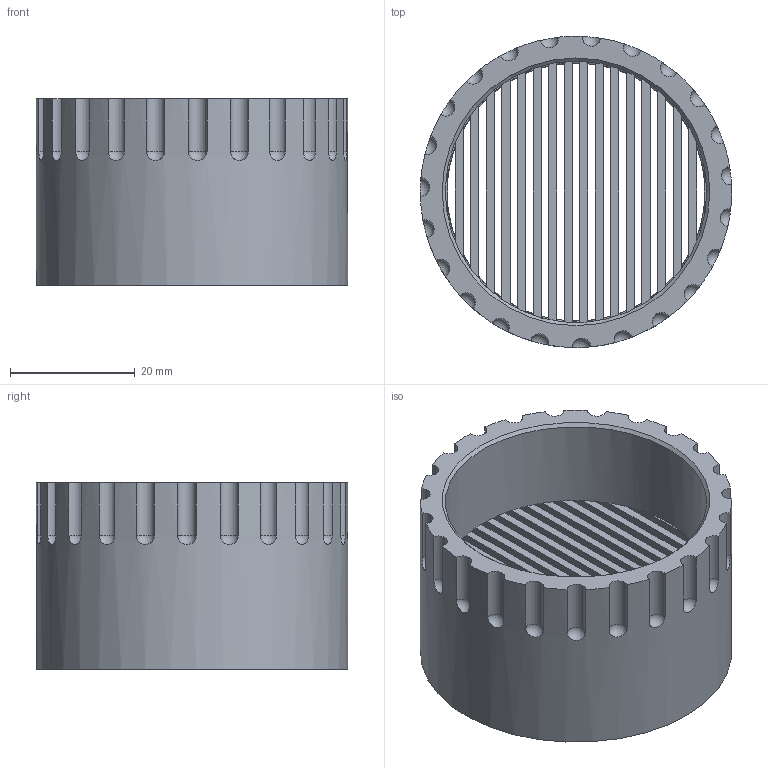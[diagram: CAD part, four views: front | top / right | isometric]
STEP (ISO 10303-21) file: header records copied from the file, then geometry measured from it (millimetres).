
FILE_DESCRIPTION(/* description */ ('STEP AP242','CAx-IF Rec.Pracs.---Representation and Presentation of Product Manufacturing Information (PMI)---4.0---2014-10-13','CAx-IF Rec.Pracs.---3D Tessellated Geometry---0.4---2014-09-14','2;1'),/* implementation_level */ '2;1');
FILE_NAME(/* name */ '64ff019d0441f723f43f2b42',/* time_stamp */ '2023-09-11T12:01:34Z',/* author */ (''),/* organization */ (''),/* preprocessor_version */ 'ST-DEVELOPER v19.4',/* originating_system */ ' ',/* authorisation */ ' ');
FILE_SCHEMA (('AP242_MANAGED_MODEL_BASED_3D_ENGINEERING_MIM_LF { 1 0 10303 442 1 1 4 }'));
Length unit declared in the file: metre
Products named in the file (1): Silica Container Lid Hygrometer
Bounding box: 50 x 50 x 30 mm (x, y, z)
Volume: 17127.7 mm3; surface area: 14947.4 mm2
Topology: 1 solids, 2 shells, 237 faces, 702 edges, 391 vertices
Faces by surface type: plane 145, cylinder 64, torus 23, bspline 4, cone 1
Full cylindrical faces by diameter (mm): 42 x1, 50 x1
Entity records: 8076 total; most frequent: CARTESIAN_POINT 2030, ORIENTED_EDGE 1302, DIRECTION 1272, EDGE_CURVE 651, AXIS2_PLACEMENT_3D 471, VERTEX_POINT 389, LINE 330, VECTOR 330
